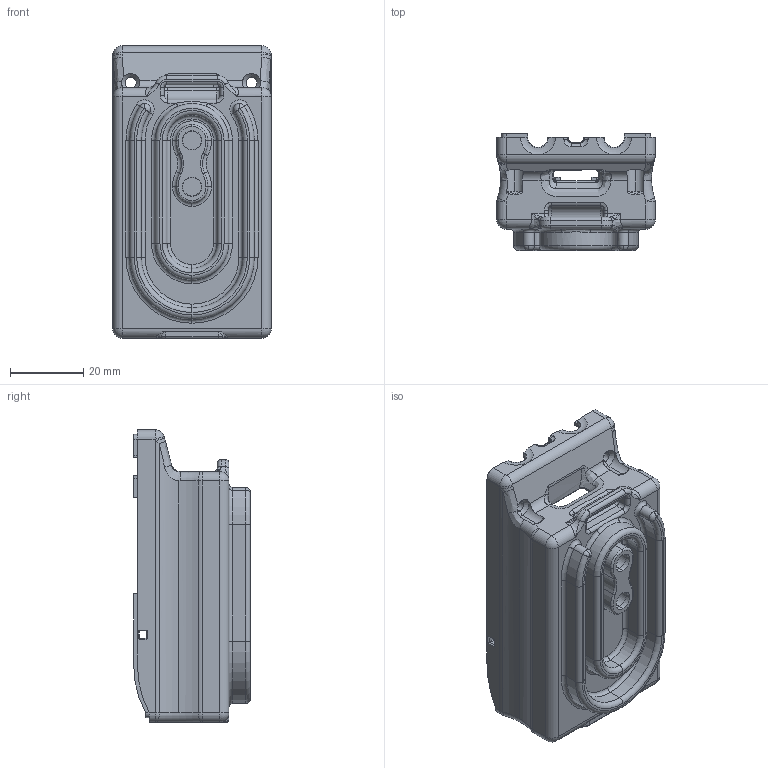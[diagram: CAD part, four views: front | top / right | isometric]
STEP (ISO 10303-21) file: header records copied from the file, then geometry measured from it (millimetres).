
FILE_DESCRIPTION (( 'STEP AP203' ), '1' );
FILE_NAME ('7146_Tympan_Rev-F_Bottom_Case_Belt_Mount.STEP', '2024-09-04T17:51:30', ( '' ), ( '' ), 'SwSTEP 2.0', 'SolidWorks 2023', '' );
FILE_SCHEMA (( 'CONFIG_CONTROL_DESIGN' ));
Length unit declared in the file: inch
Products named in the file (1): 7146_Tympan_Rev-F_Bottom_Case_Belt_Mount
Bounding box: 43.24 x 31.85 x 79.8 mm (x, y, z)
Volume: 19396.6 mm3; surface area: 19982.3 mm2
Topology: 1 solids, 1 shells, 648 faces, 1684 edges, 1011 vertices
Faces by surface type: cylinder 206, plane 182, torus 113, bspline 107, cone 28, sphere 12
Entity records: 29350 total; most frequent: CARTESIAN_POINT 14070, ORIENTED_EDGE 3324, DIRECTION 3134, EDGE_CURVE 1662, AXIS2_PLACEMENT_3D 1214, VERTEX_POINT 1011, LINE 706, VECTOR 706
